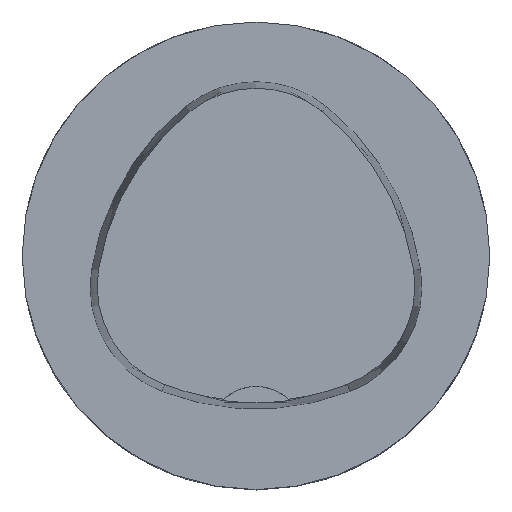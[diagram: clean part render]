
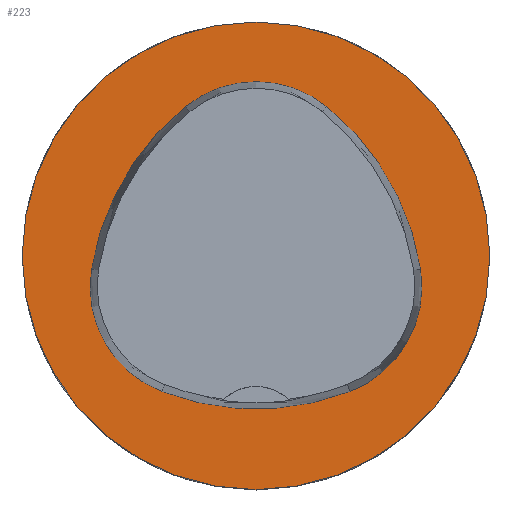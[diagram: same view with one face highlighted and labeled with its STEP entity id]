
A CAD part, top view. The second image highlights one B-rep face of the part: STEP entity #223.
In plain terms, the highlighted planar face has unit normal (0, 0, 1).
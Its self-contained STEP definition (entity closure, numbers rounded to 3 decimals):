
#223=ADVANCED_FACE('',(#436,#437),#268,.T.);
#268=PLANE('',#1265);
#436=FACE_BOUND('',#494,.T.);
#437=FACE_BOUND('',#495,.T.);
#494=EDGE_LOOP('',(#701,#702,#703,#704,#705,#706));
#495=EDGE_LOOP('',(#707));
#701=ORIENTED_EDGE('',*,*,#1024,.T.);
#702=ORIENTED_EDGE('',*,*,#1004,.T.);
#703=ORIENTED_EDGE('',*,*,#1008,.T.);
#704=ORIENTED_EDGE('',*,*,#1011,.T.);
#705=ORIENTED_EDGE('',*,*,#1014,.T.);
#706=ORIENTED_EDGE('',*,*,#1022,.T.);
#707=ORIENTED_EDGE('',*,*,#995,.F.);
#880=VERTEX_POINT('',#2043);
#889=VERTEX_POINT('',#2062);
#890=VERTEX_POINT('',#2063);
#893=VERTEX_POINT('',#2071);
#895=VERTEX_POINT('',#2077);
#897=VERTEX_POINT('',#2083);
#904=VERTEX_POINT('',#2104);
#995=EDGE_CURVE('',#880,#880,#1076,.T.);
#1004=EDGE_CURVE('',#889,#890,#1077,.T.);
#1008=EDGE_CURVE('',#890,#893,#1079,.T.);
#1011=EDGE_CURVE('',#893,#895,#1081,.T.);
#1014=EDGE_CURVE('',#895,#897,#1083,.T.);
#1022=EDGE_CURVE('',#897,#904,#1087,.T.);
#1024=EDGE_CURVE('',#904,#889,#1089,.T.);
#1076=CIRCLE('',#1237,25.);
#1077=CIRCLE('',#1243,28.);
#1079=CIRCLE('',#1246,12.);
#1081=CIRCLE('',#1249,28.);
#1083=CIRCLE('',#1252,12.);
#1087=CIRCLE('',#1257,28.);
#1089=CIRCLE('',#1260,12.);
#1237=AXIS2_PLACEMENT_3D('',#2042,#1477,#1478);
#1243=AXIS2_PLACEMENT_3D('',#2061,#1493,#1494);
#1246=AXIS2_PLACEMENT_3D('',#2070,#1501,#1502);
#1249=AXIS2_PLACEMENT_3D('',#2076,#1508,#1509);
#1252=AXIS2_PLACEMENT_3D('',#2082,#1515,#1516);
#1257=AXIS2_PLACEMENT_3D('',#2105,#1527,#1528);
#1260=AXIS2_PLACEMENT_3D('',#2108,#1533,#1534);
#1265=AXIS2_PLACEMENT_3D('',#2113,#1543,#1544);
#1477=DIRECTION('',(0.,0.,-1.));
#1478=DIRECTION('',(-1.,0.,0.));
#1493=DIRECTION('',(0.,0.,-1.));
#1494=DIRECTION('',(-1.,0.,0.));
#1501=DIRECTION('',(0.,0.,-1.));
#1502=DIRECTION('',(-1.,0.,0.));
#1508=DIRECTION('',(0.,0.,-1.));
#1509=DIRECTION('',(-1.,0.,0.));
#1515=DIRECTION('',(0.,0.,-1.));
#1516=DIRECTION('',(-1.,0.,0.));
#1527=DIRECTION('',(0.,0.,-1.));
#1528=DIRECTION('',(-1.,0.,0.));
#1533=DIRECTION('',(0.,0.,-1.));
#1534=DIRECTION('',(-1.,0.,0.));
#1543=DIRECTION('',(0.,0.,1.));
#1544=DIRECTION('',(1.,0.,0.));
#2042=CARTESIAN_POINT('',(0.,0.,0.));
#2043=CARTESIAN_POINT('',(-25.,0.,0.));
#2061=CARTESIAN_POINT('',(10.068,-5.824,0.));
#2062=CARTESIAN_POINT('',(-17.584,-1.424,0.));
#2063=CARTESIAN_POINT('',(-7.531,15.953,0.));
#2070=CARTESIAN_POINT('',(0.011,6.62,0.));
#2071=CARTESIAN_POINT('',(7.567,15.942,0.));
#2076=CARTESIAN_POINT('',(-10.063,-5.81,0.));
#2077=CARTESIAN_POINT('',(17.59,-1.418,0.));
#2082=CARTESIAN_POINT('',(5.739,-3.3,0.));
#2083=CARTESIAN_POINT('',(10.05,-14.499,0.));
#2104=CARTESIAN_POINT('',(-10.025,-14.516,0.));
#2105=CARTESIAN_POINT('',(-0.01,11.631,0.));
#2108=CARTESIAN_POINT('',(-5.733,-3.31,0.));
#2113=CARTESIAN_POINT('',(0.,0.,0.));
